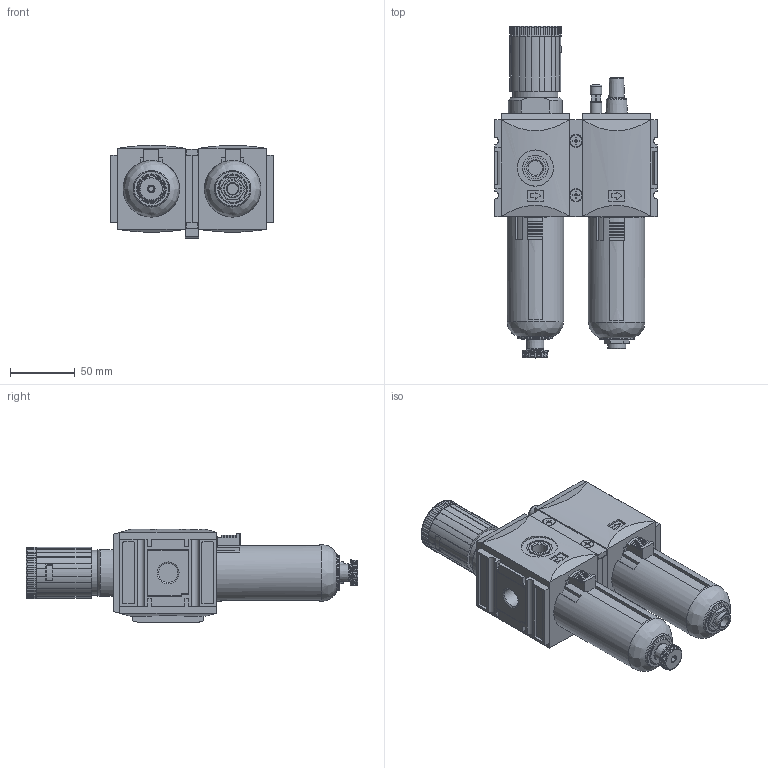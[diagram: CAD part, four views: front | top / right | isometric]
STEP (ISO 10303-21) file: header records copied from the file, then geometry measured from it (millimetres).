
FILE_DESCRIPTION( ( 'STEP AP203' ), ' ' );
FILE_NAME( '92802.DD00.stp', '2017-03-08T11:14:53', ( '' ), ( '' ), ' ', 'PARTsolutions', ' ' );
FILE_SCHEMA( ( 'CONFIG_CONTROL_DESIGN' ) );
Length unit declared in the file: millimetre
Products named in the file (10): 92802.DD00; _FU 813G 3/8000-1; _FU 813-3; _FU 813_0; _FU 903G 3/8000-1; _FU 903_0; _KP 200-1; _KP 200-3; _KP 200-2; _KP 200-4
Assembly tree (10 placements, depth 2):
  92802.DD00
    _FU 813G 3/8000-1
    _FU 813-3
    _FU 813_0
    _FU 903G 3/8000-1
    _FU 903_0
    _KP 200-1
    _KP 200-3  x2
    _KP 200-2
    _KP 200-4
Bounding box: 126 x 257 x 72.06 mm (x, y, z)
Volume: 970470.4 mm3; surface area: 130560 mm2
Topology: 10 solids, 10 shells, 1068 faces, 2783 edges, 1807 vertices
Faces by surface type: plane 624, cylinder 331, torus 65, cone 46, bspline 2
Full cylindrical faces by diameter (mm): 4 x1, 4.509 x2, 5 x2, 5.2 x6, 6.3 x1, 8.566 x1, 9 x2, 9.3 x2, 9.728 x1, 11.445 x1, 14 x1, 14.95 x4, 16.5 x2, 19.8 x2, 20 x1, 22 x2, 23 x2, 27 x2, 28 x2, 35 x1, 42 x1, 43.8 x2
Entity records: 33193 total; most frequent: CARTESIAN_POINT 7561, ORIENTED_EDGE 5234, DIRECTION 5202, EDGE_CURVE 2617, AXIS2_PLACEMENT_3D 1784, VERTEX_POINT 1751, LINE 1634, VECTOR 1634
